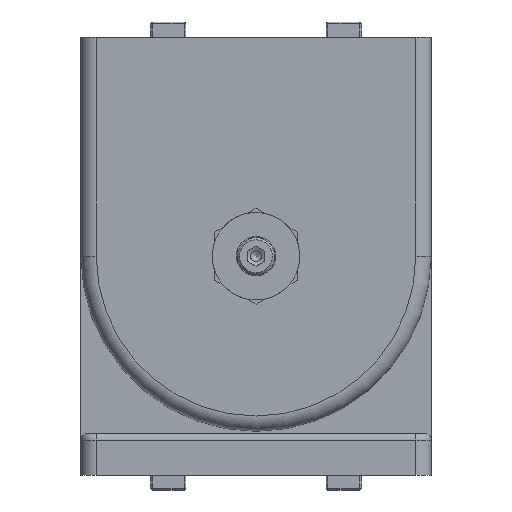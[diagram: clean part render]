
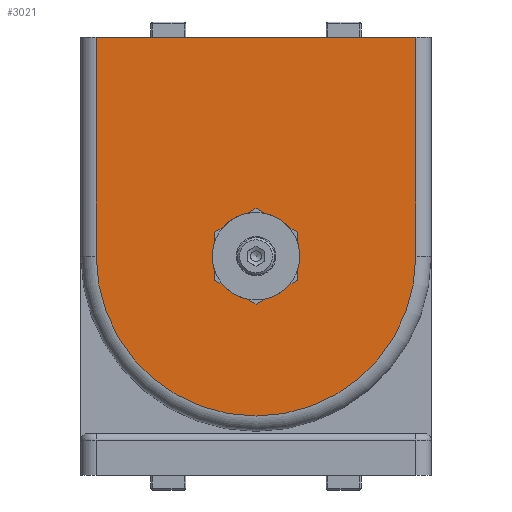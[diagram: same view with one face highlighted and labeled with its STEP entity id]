
A CAD part, left-side view. The second image highlights one B-rep face of the part: STEP entity #3021.
In plain terms, the highlighted face is planar.
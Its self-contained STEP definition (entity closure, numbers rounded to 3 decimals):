
#2464=CARTESIAN_POINT('',(16.75,1.993,40.201));
#2465=VERTEX_POINT('',#2464);
#2474=CARTESIAN_POINT('',(16.75,7.49,43.374));
#2475=VERTEX_POINT('',#2474);
#2476=CARTESIAN_POINT('',(16.75,0.0,50.0));
#2477=DIRECTION('',(-1.0,0.0,0.0));
#2478=DIRECTION('',(0.0,0.0,1.0));
#2479=AXIS2_PLACEMENT_3D('',#2476,#2477,#2478);
#2480=CIRCLE('',#2479,10.0);
#2481=EDGE_CURVE('',#2475,#2465,#2480,.T.);
#2508=CARTESIAN_POINT('',(16.75,9.483,53.174));
#2509=VERTEX_POINT('',#2508);
#2525=CARTESIAN_POINT('',(16.75,9.483,46.826));
#2526=VERTEX_POINT('',#2525);
#2533=CARTESIAN_POINT('',(16.75,0.0,50.0));
#2534=DIRECTION('',(-1.0,0.0,0.0));
#2535=DIRECTION('',(0.0,0.0,1.0));
#2536=AXIS2_PLACEMENT_3D('',#2533,#2534,#2535);
#2537=CIRCLE('',#2536,10.0);
#2538=EDGE_CURVE('',#2509,#2526,#2537,.T.);
#2548=CARTESIAN_POINT('',(16.75,-7.49,43.374));
#2549=VERTEX_POINT('',#2548);
#2558=CARTESIAN_POINT('',(16.75,-1.993,40.201));
#2559=VERTEX_POINT('',#2558);
#2560=CARTESIAN_POINT('',(16.75,0.0,50.0));
#2561=DIRECTION('',(-1.0,0.0,0.0));
#2562=DIRECTION('',(0.0,0.0,1.0));
#2563=AXIS2_PLACEMENT_3D('',#2560,#2561,#2562);
#2564=CIRCLE('',#2563,10.0);
#2565=EDGE_CURVE('',#2559,#2549,#2564,.T.);
#2592=CARTESIAN_POINT('',(16.75,1.993,59.799));
#2593=VERTEX_POINT('',#2592);
#2609=CARTESIAN_POINT('',(16.75,7.49,56.626));
#2610=VERTEX_POINT('',#2609);
#2617=CARTESIAN_POINT('',(16.75,0.0,50.0));
#2618=DIRECTION('',(-1.0,0.0,0.0));
#2619=DIRECTION('',(0.0,0.0,1.0));
#2620=AXIS2_PLACEMENT_3D('',#2617,#2618,#2619);
#2621=CIRCLE('',#2620,10.0);
#2622=EDGE_CURVE('',#2593,#2610,#2621,.T.);
#2632=CARTESIAN_POINT('',(16.75,-9.483,53.174));
#2633=VERTEX_POINT('',#2632);
#2642=CARTESIAN_POINT('',(16.75,-9.483,46.826));
#2643=VERTEX_POINT('',#2642);
#2644=CARTESIAN_POINT('',(16.75,0.0,50.0));
#2645=DIRECTION('',(-1.0,0.0,0.0));
#2646=DIRECTION('',(0.0,0.0,1.0));
#2647=AXIS2_PLACEMENT_3D('',#2644,#2645,#2646);
#2648=CIRCLE('',#2647,10.0);
#2649=EDGE_CURVE('',#2643,#2633,#2648,.T.);
#2676=CARTESIAN_POINT('',(16.75,-7.49,56.626));
#2677=VERTEX_POINT('',#2676);
#2693=CARTESIAN_POINT('',(16.75,-1.993,59.799));
#2694=VERTEX_POINT('',#2693);
#2701=CARTESIAN_POINT('',(16.75,0.0,50.0));
#2702=DIRECTION('',(-1.0,0.0,0.0));
#2703=DIRECTION('',(0.0,0.0,1.0));
#2704=AXIS2_PLACEMENT_3D('',#2701,#2702,#2703);
#2705=CIRCLE('',#2704,10.0);
#2706=EDGE_CURVE('',#2677,#2694,#2705,.T.);
#2725=CARTESIAN_POINT('',(16.75,0.0,60.95));
#2726=VERTEX_POINT('',#2725);
#2733=CARTESIAN_POINT('',(16.75,-1.993,59.799));
#2734=DIRECTION('',(0.0,0.866,0.5));
#2735=VECTOR('',#2734,2.301);
#2736=LINE('',#2733,#2735);
#2737=EDGE_CURVE('',#2694,#2726,#2736,.T.);
#2748=CARTESIAN_POINT('',(16.75,-9.483,44.525));
#2749=VERTEX_POINT('',#2748);
#2750=CARTESIAN_POINT('',(16.75,-9.483,44.525));
#2751=DIRECTION('',(0.0,0.0,1.0));
#2752=VECTOR('',#2751,2.301);
#2753=LINE('',#2750,#2752);
#2754=EDGE_CURVE('',#2749,#2643,#2753,.T.);
#2787=CARTESIAN_POINT('',(16.75,-9.483,55.475));
#2788=VERTEX_POINT('',#2787);
#2795=CARTESIAN_POINT('',(16.75,-9.483,53.174));
#2796=DIRECTION('',(0.0,0.0,1.0));
#2797=VECTOR('',#2796,2.301);
#2798=LINE('',#2795,#2797);
#2799=EDGE_CURVE('',#2633,#2788,#2798,.T.);
#2818=CARTESIAN_POINT('',(16.75,9.483,55.475));
#2819=VERTEX_POINT('',#2818);
#2826=CARTESIAN_POINT('',(16.75,7.49,56.626));
#2827=DIRECTION('',(0.0,0.866,-0.5));
#2828=VECTOR('',#2827,2.301);
#2829=LINE('',#2826,#2828);
#2830=EDGE_CURVE('',#2610,#2819,#2829,.T.);
#2841=CARTESIAN_POINT('',(16.75,0.0,39.05));
#2842=VERTEX_POINT('',#2841);
#2843=CARTESIAN_POINT('',(16.75,0.,39.05));
#2844=DIRECTION('',(0.0,-0.866,0.5));
#2845=VECTOR('',#2844,2.301);
#2846=LINE('',#2843,#2845);
#2847=EDGE_CURVE('',#2842,#2559,#2846,.T.);
#2879=CARTESIAN_POINT('',(16.75,-7.49,43.374));
#2880=DIRECTION('',(0.0,-0.866,0.5));
#2881=VECTOR('',#2880,2.301);
#2882=LINE('',#2879,#2881);
#2883=EDGE_CURVE('',#2549,#2749,#2882,.T.);
#2902=CARTESIAN_POINT('',(16.75,9.483,44.525));
#2903=VERTEX_POINT('',#2902);
#2910=CARTESIAN_POINT('',(16.75,9.483,46.826));
#2911=DIRECTION('',(0.0,0.0,-1.0));
#2912=VECTOR('',#2911,2.301);
#2913=LINE('',#2910,#2912);
#2914=EDGE_CURVE('',#2526,#2903,#2913,.T.);
#2925=CARTESIAN_POINT('',(16.75,9.483,44.525));
#2926=DIRECTION('',(0.0,-0.866,-0.5));
#2927=VECTOR('',#2926,2.301);
#2928=LINE('',#2925,#2927);
#2929=EDGE_CURVE('',#2903,#2475,#2928,.T.);
#2941=CARTESIAN_POINT('',(16.75,0.0,0.0));
#2942=DIRECTION('',(1.0,0.0,0.0));
#2943=DIRECTION('',(0.0,0.0,-1.0));
#2944=AXIS2_PLACEMENT_3D('',#2941,#2942,#2943);
#2945=PLANE('',#2944);
#2946=CARTESIAN_POINT('',(16.75,36.5,50.0));
#2947=VERTEX_POINT('',#2946);
#2948=CARTESIAN_POINT('',(16.75,36.5,0.0));
#2949=VERTEX_POINT('',#2948);
#2950=CARTESIAN_POINT('',(16.75,36.5,50.0));
#2951=DIRECTION('',(0.0,0.0,-1.0));
#2952=VECTOR('',#2951,50.0);
#2953=LINE('',#2950,#2952);
#2954=EDGE_CURVE('',#2947,#2949,#2953,.T.);
#2955=ORIENTED_EDGE('',*,*,#2954,.F.);
#2956=CARTESIAN_POINT('',(16.75,-36.5,50.));
#2957=VERTEX_POINT('',#2956);
#2958=CARTESIAN_POINT('',(16.75,0.0,50.0));
#2959=DIRECTION('',(-1.0,0.0,0.0));
#2960=DIRECTION('',(0.0,0.0,1.0));
#2961=AXIS2_PLACEMENT_3D('',#2958,#2959,#2960);
#2962=CIRCLE('',#2961,36.5);
#2963=EDGE_CURVE('',#2957,#2947,#2962,.T.);
#2964=ORIENTED_EDGE('',*,*,#2963,.F.);
#2965=CARTESIAN_POINT('',(16.75,-36.5,0.0));
#2966=VERTEX_POINT('',#2965);
#2967=CARTESIAN_POINT('',(16.75,-36.5,0.0));
#2968=DIRECTION('',(0.0,0.0,1.0));
#2969=VECTOR('',#2968,50.);
#2970=LINE('',#2967,#2969);
#2971=EDGE_CURVE('',#2966,#2957,#2970,.T.);
#2972=ORIENTED_EDGE('',*,*,#2971,.F.);
#2973=CARTESIAN_POINT('',(16.75,36.5,0.0));
#2974=DIRECTION('',(0.0,-1.0,0.0));
#2975=VECTOR('',#2974,73.0);
#2976=LINE('',#2973,#2975);
#2977=EDGE_CURVE('',#2949,#2966,#2976,.T.);
#2978=ORIENTED_EDGE('',*,*,#2977,.F.);
#2979=EDGE_LOOP('',(#2955,#2964,#2972,#2978));
#2980=FACE_OUTER_BOUND('',#2979,.T.);
#2981=ORIENTED_EDGE('',*,*,#2706,.T.);
#2982=ORIENTED_EDGE('',*,*,#2737,.T.);
#2983=CARTESIAN_POINT('',(16.75,0.,60.95));
#2984=DIRECTION('',(0.0,0.866,-0.5));
#2985=VECTOR('',#2984,2.301);
#2986=LINE('',#2983,#2985);
#2987=EDGE_CURVE('',#2726,#2593,#2986,.T.);
#2988=ORIENTED_EDGE('',*,*,#2987,.T.);
#2989=ORIENTED_EDGE('',*,*,#2622,.T.);
#2990=ORIENTED_EDGE('',*,*,#2830,.T.);
#2991=CARTESIAN_POINT('',(16.75,9.483,55.475));
#2992=DIRECTION('',(0.0,0.0,-1.0));
#2993=VECTOR('',#2992,2.301);
#2994=LINE('',#2991,#2993);
#2995=EDGE_CURVE('',#2819,#2509,#2994,.T.);
#2996=ORIENTED_EDGE('',*,*,#2995,.T.);
#2997=ORIENTED_EDGE('',*,*,#2538,.T.);
#2998=ORIENTED_EDGE('',*,*,#2914,.T.);
#2999=ORIENTED_EDGE('',*,*,#2929,.T.);
#3000=ORIENTED_EDGE('',*,*,#2481,.T.);
#3001=CARTESIAN_POINT('',(16.75,1.993,40.201));
#3002=DIRECTION('',(0.0,-0.866,-0.5));
#3003=VECTOR('',#3002,2.301);
#3004=LINE('',#3001,#3003);
#3005=EDGE_CURVE('',#2465,#2842,#3004,.T.);
#3006=ORIENTED_EDGE('',*,*,#3005,.T.);
#3007=ORIENTED_EDGE('',*,*,#2847,.T.);
#3008=ORIENTED_EDGE('',*,*,#2565,.T.);
#3009=ORIENTED_EDGE('',*,*,#2883,.T.);
#3010=ORIENTED_EDGE('',*,*,#2754,.T.);
#3011=ORIENTED_EDGE('',*,*,#2649,.T.);
#3012=ORIENTED_EDGE('',*,*,#2799,.T.);
#3013=CARTESIAN_POINT('',(16.75,-9.483,55.475));
#3014=DIRECTION('',(0.0,0.866,0.5));
#3015=VECTOR('',#3014,2.301);
#3016=LINE('',#3013,#3015);
#3017=EDGE_CURVE('',#2788,#2677,#3016,.T.);
#3018=ORIENTED_EDGE('',*,*,#3017,.T.);
#3019=EDGE_LOOP('',(#2981,#2982,#2988,#2989,#2990,#2996,#2997,#2998,#2999,#3000,#3006,#3007,#3008,#3009,#3010,#3011,#3012,#3018));
#3020=FACE_BOUND('',#3019,.T.);
#3021=ADVANCED_FACE('',(#2980,#3020),#2945,.T.);
